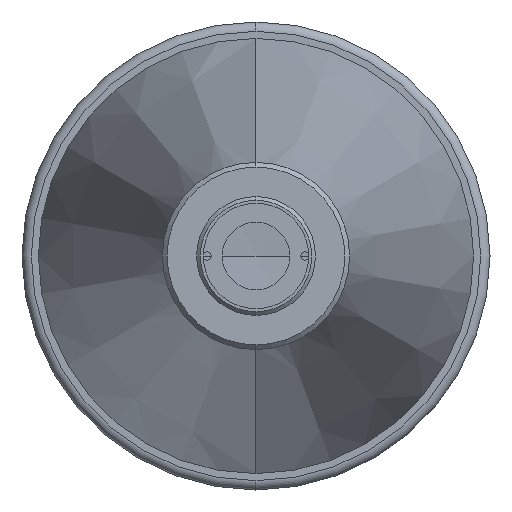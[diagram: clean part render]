
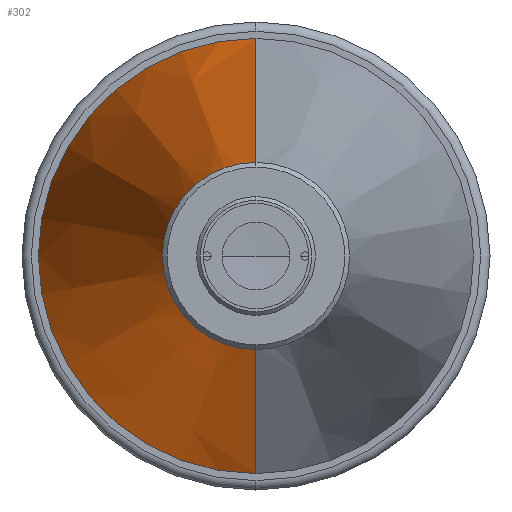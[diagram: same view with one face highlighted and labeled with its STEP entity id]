
A CAD part, left-side view. The second image highlights one B-rep face of the part: STEP entity #302.
In plain terms, the highlighted conical face has half-angle 13.46 degrees and reference radius 46.5 mm.
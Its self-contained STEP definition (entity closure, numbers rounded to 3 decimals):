
#210 = EDGE_LOOP ( 'NONE', ( #304, #297, #295, #269 ) ) ;
#245 = VERTEX_POINT ( 'NONE', #3463 ) ;
#249 = VERTEX_POINT ( 'NONE', #3514 ) ;
#268 = VERTEX_POINT ( 'NONE', #3539 ) ;
#269 = ORIENTED_EDGE ( 'NONE', *, *, #274, .F. ) ;
#274 = EDGE_CURVE ( 'NONE', #245, #268, #1913, .T. ) ;
#295 = ORIENTED_EDGE ( 'NONE', *, *, #299, .T. ) ;
#297 = ORIENTED_EDGE ( 'NONE', *, *, #307, .T. ) ;
#298 = VERTEX_POINT ( 'NONE', #1953 ) ;
#299 = EDGE_CURVE ( 'NONE', #298, #268, #1952, .T. ) ;
#302 = ADVANCED_FACE ( 'NONE', ( #1998 ), #1982, .T. ) ;
#303 = EDGE_CURVE ( 'NONE', #245, #249, #1983, .T. ) ;
#304 = ORIENTED_EDGE ( 'NONE', *, *, #303, .T. ) ;
#307 = EDGE_CURVE ( 'NONE', #249, #298, #2025, .T. ) ;
#1910 = DIRECTION ( 'NONE',  ( 0.973, 0., -0.233 ) ) ;
#1911 = VECTOR ( 'NONE', #1910, 1000. ) ;
#1912 = CARTESIAN_POINT ( 'NONE',  ( 178.771, 0., -46.5 ) ) ;
#1913 = LINE ( 'NONE', #1912, #1911 ) ;
#1952 = CIRCLE ( 'NONE', #2009, 46.5 ) ;
#1953 = CARTESIAN_POINT ( 'NONE',  ( 178.771, 0., 46.5 ) ) ;
#1981 = CARTESIAN_POINT ( 'NONE',  ( 178.771, 0., 0. ) ) ;
#1982 = CONICAL_SURFACE ( 'NONE', #2042, 46.5, 0.235 ) ;
#1983 = CIRCLE ( 'NONE', #2039, 19.449 ) ;
#1998 = FACE_OUTER_BOUND ( 'NONE', #210, .T. ) ;
#2006 = DIRECTION ( 'NONE',  ( 0., 0., 1. ) ) ;
#2007 = DIRECTION ( 'NONE',  ( -1., 0., 0. ) ) ;
#2008 = CARTESIAN_POINT ( 'NONE',  ( 178.771, 0., 0. ) ) ;
#2009 = AXIS2_PLACEMENT_3D ( 'NONE', #2008, #2007, #2006 ) ;
#2022 = DIRECTION ( 'NONE',  ( 0.973, 0., 0.233 ) ) ;
#2023 = VECTOR ( 'NONE', #2022, 1000. ) ;
#2024 = CARTESIAN_POINT ( 'NONE',  ( 178.771, 0., 46.5 ) ) ;
#2025 = LINE ( 'NONE', #2024, #2023 ) ;
#2036 = DIRECTION ( 'NONE',  ( 0., 0., -1. ) ) ;
#2037 = DIRECTION ( 'NONE',  ( 1., 0., 0. ) ) ;
#2038 = CARTESIAN_POINT ( 'NONE',  ( 65.753, 0., 0. ) ) ;
#2039 = AXIS2_PLACEMENT_3D ( 'NONE', #2038, #2037, #2036 ) ;
#2040 = DIRECTION ( 'NONE',  ( 0., 0., -1. ) ) ;
#2041 = DIRECTION ( 'NONE',  ( 1., 0., 0. ) ) ;
#2042 = AXIS2_PLACEMENT_3D ( 'NONE', #1981, #2041, #2040 ) ;
#3463 = CARTESIAN_POINT ( 'NONE',  ( 65.753, 0., -19.449 ) ) ;
#3514 = CARTESIAN_POINT ( 'NONE',  ( 65.753, 0., 19.449 ) ) ;
#3539 = CARTESIAN_POINT ( 'NONE',  ( 178.771, 0., -46.5 ) ) ;
